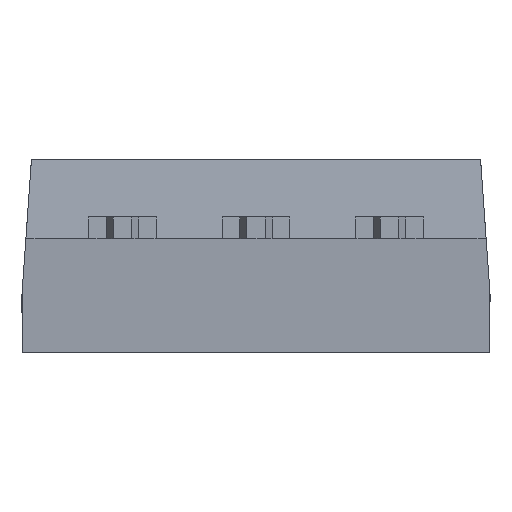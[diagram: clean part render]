
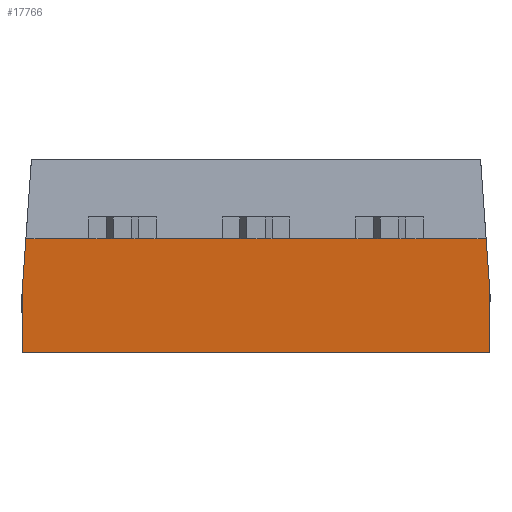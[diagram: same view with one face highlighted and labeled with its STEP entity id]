
A CAD part, front view. The second image highlights one B-rep face of the part: STEP entity #17766.
In plain terms, the highlighted planar face has unit normal (0, -0.998, -0.07).
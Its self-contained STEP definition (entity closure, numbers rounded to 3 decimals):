
#591 = VECTOR ( 'NONE', #20230, 1000. ) ;
#654 = DIRECTION ( 'NONE',  ( 1., 0., 0. ) ) ;
#804 = CARTESIAN_POINT ( 'NONE',  ( 29.696, -12.15, 2.475 ) ) ;
#815 = ORIENTED_EDGE ( 'NONE', *, *, #1557, .F. ) ;
#1037 = VECTOR ( 'NONE', #18976, 1000. ) ;
#1557 = EDGE_CURVE ( 'NONE', #23296, #10381, #10067, .T. ) ;
#1855 = CARTESIAN_POINT ( 'NONE',  ( 3.63, -12.15, 2.475 ) ) ;
#2382 = CARTESIAN_POINT ( 'NONE',  ( 3.63, -12.15, 2.475 ) ) ;
#2533 = DIRECTION ( 'NONE',  ( 0., -0.998, -0.07 ) ) ;
#2651 = ORIENTED_EDGE ( 'NONE', *, *, #21740, .F. ) ;
#2729 = CARTESIAN_POINT ( 'NONE',  ( 29.696, -12.15, 2.475 ) ) ;
#2995 = LINE ( 'NONE', #20736, #21640 ) ;
#4277 = CARTESIAN_POINT ( 'NONE',  ( 3.63, -12.15, 2.475 ) ) ;
#4627 = DIRECTION ( 'NONE',  ( 1., 0., 0. ) ) ;
#5100 = LINE ( 'NONE', #2729, #16488 ) ;
#5187 = ORIENTED_EDGE ( 'NONE', *, *, #27152, .T. ) ;
#5430 = CARTESIAN_POINT ( 'NONE',  ( -5.08, -12.15, 2.475 ) ) ;
#5778 = VERTEX_POINT ( 'NONE', #18692 ) ;
#5850 = DIRECTION ( 'NONE',  ( 1., 0., 0. ) ) ;
#6101 = CARTESIAN_POINT ( 'NONE',  ( -0.73, -12.15, 2.475 ) ) ;
#6568 = CARTESIAN_POINT ( 'NONE',  ( 3.63, -12.15, 2.475 ) ) ;
#6686 = DIRECTION ( 'NONE',  ( 0., 0.07, -0.998 ) ) ;
#7352 = ORIENTED_EDGE ( 'NONE', *, *, #21941, .F. ) ;
#7497 = VERTEX_POINT ( 'NONE', #9262 ) ;
#7652 = LINE ( 'NONE', #19253, #12979 ) ;
#7753 = DIRECTION ( 'NONE',  ( 0.07, -0.07, 0.995 ) ) ;
#7773 = VECTOR ( 'NONE', #15501, 1000. ) ;
#8050 = VERTEX_POINT ( 'NONE', #17483 ) ;
#8326 = EDGE_CURVE ( 'NONE', #7497, #5778, #25360, .T. ) ;
#9223 = CARTESIAN_POINT ( 'NONE',  ( 3.63, -11.977, 0. ) ) ;
#9262 = CARTESIAN_POINT ( 'NONE',  ( 3.63, -12.15, 2.475 ) ) ;
#9297 = CARTESIAN_POINT ( 'NONE',  ( 2.17, -12.15, 2.475 ) ) ;
#9580 = DIRECTION ( 'NONE',  ( 1., 0., 0. ) ) ;
#9797 = VERTEX_POINT ( 'NONE', #14474 ) ;
#9895 = LINE ( 'NONE', #1855, #7773 ) ;
#10067 = LINE ( 'NONE', #5430, #1037 ) ;
#10148 = LINE ( 'NONE', #19496, #15497 ) ;
#10381 = VERTEX_POINT ( 'NONE', #20357 ) ;
#11030 = LINE ( 'NONE', #6568, #15955 ) ;
#11933 = DIRECTION ( 'NONE',  ( 1., 0., 0. ) ) ;
#11960 = VERTEX_POINT ( 'NONE', #12750 ) ;
#12421 = ORIENTED_EDGE ( 'NONE', *, *, #8326, .F. ) ;
#12750 = CARTESIAN_POINT ( 'NONE',  ( -3.63, -12.15, 2.475 ) ) ;
#12899 = ORIENTED_EDGE ( 'NONE', *, *, #17353, .F. ) ;
#12959 = DIRECTION ( 'NONE',  ( 0., -0.07, 0.998 ) ) ;
#12979 = VECTOR ( 'NONE', #5850, 1000. ) ;
#13112 = EDGE_CURVE ( 'NONE', #13724, #7497, #24678, .T. ) ;
#13724 = VERTEX_POINT ( 'NONE', #9297 ) ;
#13831 = PLANE ( 'NONE',  #17337 ) ;
#14474 = CARTESIAN_POINT ( 'NONE',  ( 5.08, -11.977, 0. ) ) ;
#14609 = CARTESIAN_POINT ( 'NONE',  ( 0.73, -12.15, 2.475 ) ) ;
#14666 = LINE ( 'NONE', #26274, #16914 ) ;
#14685 = ORIENTED_EDGE ( 'NONE', *, *, #26658, .F. ) ;
#15387 = ORIENTED_EDGE ( 'NONE', *, *, #16655, .F. ) ;
#15497 = VECTOR ( 'NONE', #7753, 1000. ) ;
#15501 = DIRECTION ( 'NONE',  ( -1., 0., 0. ) ) ;
#15675 = VERTEX_POINT ( 'NONE', #17167 ) ;
#15955 = VECTOR ( 'NONE', #4627, 1000. ) ;
#16488 = VECTOR ( 'NONE', #11933, 1000. ) ;
#16655 = EDGE_CURVE ( 'NONE', #10381, #22687, #10148, .T. ) ;
#16755 = ORIENTED_EDGE ( 'NONE', *, *, #29196, .T. ) ;
#16914 = VECTOR ( 'NONE', #21658, 1000. ) ;
#17167 = CARTESIAN_POINT ( 'NONE',  ( 5.08, -12.066, 1.27 ) ) ;
#17337 = AXIS2_PLACEMENT_3D ( 'NONE', #2382, #2533, #6686 ) ;
#17353 = EDGE_CURVE ( 'NONE', #5778, #15675, #14666, .T. ) ;
#17483 = CARTESIAN_POINT ( 'NONE',  ( -2.17, -12.15, 2.475 ) ) ;
#17766 = ADVANCED_FACE ( 'NONE', ( #29455 ), #13831, .T. ) ;
#18120 = DIRECTION ( 'NONE',  ( 1., 0., 0. ) ) ;
#18692 = CARTESIAN_POINT ( 'NONE',  ( 4.996, -12.15, 2.475 ) ) ;
#18924 = CARTESIAN_POINT ( 'NONE',  ( -5.08, -11.977, 0. ) ) ;
#18976 = DIRECTION ( 'NONE',  ( 0., -0.07, 0.998 ) ) ;
#19253 = CARTESIAN_POINT ( 'NONE',  ( 29.696, -12.15, 2.475 ) ) ;
#19496 = CARTESIAN_POINT ( 'NONE',  ( -4.954, -12.192, 3.072 ) ) ;
#19586 = ORIENTED_EDGE ( 'NONE', *, *, #28423, .T. ) ;
#20019 = ORIENTED_EDGE ( 'NONE', *, *, #13112, .F. ) ;
#20230 = DIRECTION ( 'NONE',  ( 1., 0., 0. ) ) ;
#20357 = CARTESIAN_POINT ( 'NONE',  ( -5.08, -12.066, 1.27 ) ) ;
#20736 = CARTESIAN_POINT ( 'NONE',  ( 3.63, -12.15, 2.475 ) ) ;
#21369 = VECTOR ( 'NONE', #654, 1000. ) ;
#21526 = EDGE_LOOP ( 'NONE', ( #20019, #22021, #2651, #14685, #7352, #5187, #15387, #815, #19586, #16755, #12899, #12421 ) ) ;
#21640 = VECTOR ( 'NONE', #9580, 1000. ) ;
#21658 = DIRECTION ( 'NONE',  ( 0.07, 0.07, -0.995 ) ) ;
#21740 = EDGE_CURVE ( 'NONE', #25624, #27361, #2995, .T. ) ;
#21941 = EDGE_CURVE ( 'NONE', #11960, #8050, #11030, .T. ) ;
#22021 = ORIENTED_EDGE ( 'NONE', *, *, #27061, .F. ) ;
#22687 = VERTEX_POINT ( 'NONE', #27045 ) ;
#22737 = LINE ( 'NONE', #9223, #23971 ) ;
#23296 = VERTEX_POINT ( 'NONE', #18924 ) ;
#23817 = LINE ( 'NONE', #28894, #24380 ) ;
#23971 = VECTOR ( 'NONE', #18120, 1000. ) ;
#24380 = VECTOR ( 'NONE', #12959, 1000. ) ;
#24678 = LINE ( 'NONE', #4277, #591 ) ;
#25360 = LINE ( 'NONE', #804, #21369 ) ;
#25624 = VERTEX_POINT ( 'NONE', #6101 ) ;
#26274 = CARTESIAN_POINT ( 'NONE',  ( 4.989, -12.157, 2.57 ) ) ;
#26658 = EDGE_CURVE ( 'NONE', #8050, #25624, #5100, .T. ) ;
#27045 = CARTESIAN_POINT ( 'NONE',  ( -4.996, -12.15, 2.475 ) ) ;
#27061 = EDGE_CURVE ( 'NONE', #27361, #13724, #7652, .T. ) ;
#27152 = EDGE_CURVE ( 'NONE', #11960, #22687, #9895, .T. ) ;
#27361 = VERTEX_POINT ( 'NONE', #14609 ) ;
#28423 = EDGE_CURVE ( 'NONE', #23296, #9797, #22737, .T. ) ;
#28894 = CARTESIAN_POINT ( 'NONE',  ( 5.08, -12.15, 2.475 ) ) ;
#29196 = EDGE_CURVE ( 'NONE', #9797, #15675, #23817, .T. ) ;
#29455 = FACE_OUTER_BOUND ( 'NONE', #21526, .T. ) ;
